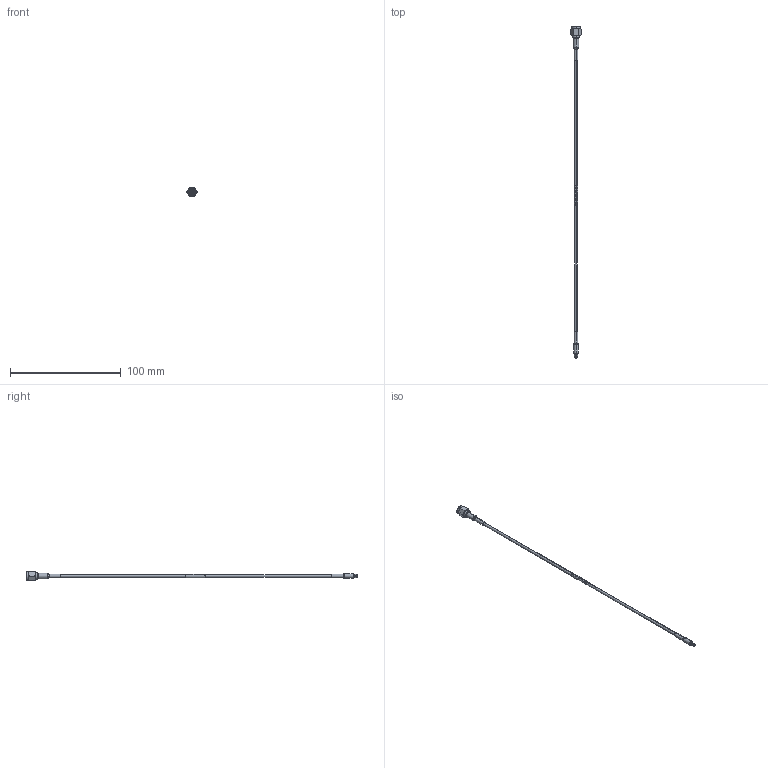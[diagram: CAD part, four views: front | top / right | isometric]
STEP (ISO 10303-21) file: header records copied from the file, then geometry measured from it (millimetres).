
FILE_DESCRIPTION (( 'STEP AP203' ), '1' );
FILE_NAME ('INGUN_SE-FLX405-50SMPMFG030SMAMG.STEP', '2025-03-31T06:29:53', ( '' ), ( '' ), 'SwSTEP 2.0', 'SolidWorks 2023', '' );
FILE_SCHEMA (( 'CONFIG_CONTROL_DESIGN' ));
Length unit declared in the file: millimetre
Products named in the file (1): INGUN_SE-FLX405-50SMPMFG030SMAMG
Bounding box: 9.24 x 300 x 8 mm (x, y, z)
Volume: 2230.9 mm3; surface area: 3052.8 mm2
Topology: 1 solids, 1 shells, 214 faces, 560 edges, 363 vertices
Faces by surface type: plane 85, cylinder 68, cone 25, bspline 24, torus 12
Entity records: 8207 total; most frequent: CARTESIAN_POINT 2895, ORIENTED_EDGE 1120, DIRECTION 1079, EDGE_CURVE 560, AXIS2_PLACEMENT_3D 416, VERTEX_POINT 363, LINE 247, VECTOR 247
